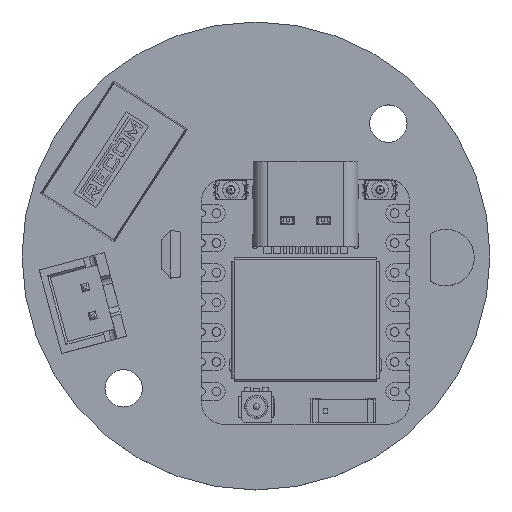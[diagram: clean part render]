
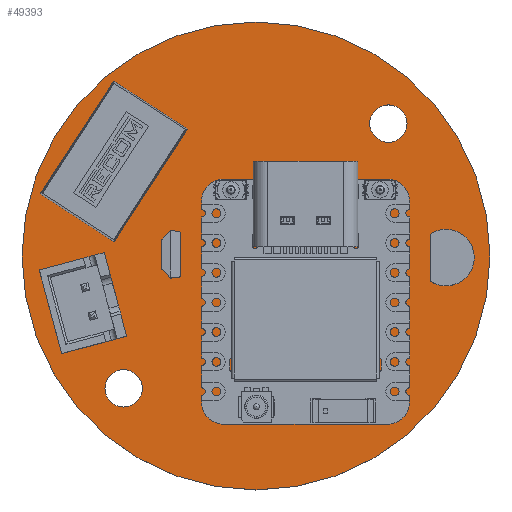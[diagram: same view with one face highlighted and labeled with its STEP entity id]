
A CAD part, top view. The second image highlights one B-rep face of the part: STEP entity #49393.
In plain terms, the highlighted planar face has unit normal (0, 0, 1).
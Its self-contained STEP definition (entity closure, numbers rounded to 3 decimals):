
#49215 = VERTEX_POINT('',#49216);
#49216 = CARTESIAN_POINT('',(20.,0.,1.51));
#49222 = EDGE_CURVE('',#49215,#49215,#49223,.T.);
#49223 = CIRCLE('',#49224,20.);
#49224 = AXIS2_PLACEMENT_3D('',#49225,#49226,#49227);
#49225 = CARTESIAN_POINT('',(0.,0.,1.51));
#49226 = DIRECTION('',(0.,0.,1.));
#49227 = DIRECTION('',(1.,0.,-0.));
#49393 = ADVANCED_FACE('',(#49394,#49397,#49408,#49419,#49430,#49441,
    #49452,#49463,#49474,#49485,#49496,#49507,#49518,#49529),#49540,.T.
  );
#49394 = FACE_BOUND('',#49395,.T.);
#49395 = EDGE_LOOP('',(#49396));
#49396 = ORIENTED_EDGE('',*,*,#49222,.T.);
#49397 = FACE_BOUND('',#49398,.T.);
#49398 = EDGE_LOOP('',(#49399));
#49399 = ORIENTED_EDGE('',*,*,#49400,.T.);
#49400 = EDGE_CURVE('',#49401,#49401,#49403,.T.);
#49401 = VERTEX_POINT('',#49402);
#49402 = CARTESIAN_POINT('',(-11.314,-12.914,1.51));
#49403 = CIRCLE('',#49404,1.6);
#49404 = AXIS2_PLACEMENT_3D('',#49405,#49406,#49407);
#49405 = CARTESIAN_POINT('',(-11.314,-11.314,1.51));
#49406 = DIRECTION('',(-0.,0.,-1.));
#49407 = DIRECTION('',(-0.,-1.,0.));
#49408 = FACE_BOUND('',#49409,.T.);
#49409 = EDGE_LOOP('',(#49410));
#49410 = ORIENTED_EDGE('',*,*,#49411,.T.);
#49411 = EDGE_CURVE('',#49412,#49412,#49414,.T.);
#49412 = VERTEX_POINT('',#49413);
#49413 = CARTESIAN_POINT('',(-13.958,-5.605,1.51));
#49414 = CIRCLE('',#49415,0.5);
#49415 = AXIS2_PLACEMENT_3D('',#49416,#49417,#49418);
#49416 = CARTESIAN_POINT('',(-13.958,-5.105,1.51));
#49417 = DIRECTION('',(-0.,0.,-1.));
#49418 = DIRECTION('',(-0.,-1.,0.));
#49419 = FACE_BOUND('',#49420,.T.);
#49420 = EDGE_LOOP('',(#49421));
#49421 = ORIENTED_EDGE('',*,*,#49422,.T.);
#49422 = EDGE_CURVE('',#49423,#49423,#49425,.T.);
#49423 = VERTEX_POINT('',#49424);
#49424 = CARTESIAN_POINT('',(-14.605,-3.19,1.51));
#49425 = CIRCLE('',#49426,0.5);
#49426 = AXIS2_PLACEMENT_3D('',#49427,#49428,#49429);
#49427 = CARTESIAN_POINT('',(-14.605,-2.69,1.51));
#49428 = DIRECTION('',(-0.,0.,-1.));
#49429 = DIRECTION('',(-0.,-1.,0.));
#49430 = FACE_BOUND('',#49431,.T.);
#49431 = EDGE_LOOP('',(#49432));
#49432 = ORIENTED_EDGE('',*,*,#49433,.T.);
#49433 = EDGE_CURVE('',#49434,#49434,#49436,.T.);
#49434 = VERTEX_POINT('',#49435);
#49435 = CARTESIAN_POINT('',(-7.074,-1.541,1.51));
#49436 = CIRCLE('',#49437,0.375);
#49437 = AXIS2_PLACEMENT_3D('',#49438,#49439,#49440);
#49438 = CARTESIAN_POINT('',(-7.074,-1.166,1.51));
#49439 = DIRECTION('',(-0.,0.,-1.));
#49440 = DIRECTION('',(-0.,-1.,0.));
#49441 = FACE_BOUND('',#49442,.T.);
#49442 = EDGE_LOOP('',(#49443));
#49443 = ORIENTED_EDGE('',*,*,#49444,.T.);
#49444 = EDGE_CURVE('',#49445,#49445,#49447,.T.);
#49445 = VERTEX_POINT('',#49446);
#49446 = CARTESIAN_POINT('',(16.235,-1.795,1.51));
#49447 = CIRCLE('',#49448,0.375);
#49448 = AXIS2_PLACEMENT_3D('',#49449,#49450,#49451);
#49449 = CARTESIAN_POINT('',(16.235,-1.42,1.51));
#49450 = DIRECTION('',(-0.,0.,-1.));
#49451 = DIRECTION('',(-0.,-1.,0.));
#49452 = FACE_BOUND('',#49453,.T.);
#49453 = EDGE_LOOP('',(#49454));
#49454 = ORIENTED_EDGE('',*,*,#49455,.T.);
#49455 = EDGE_CURVE('',#49456,#49456,#49458,.T.);
#49456 = VERTEX_POINT('',#49457);
#49457 = CARTESIAN_POINT('',(16.235,-0.525,1.51));
#49458 = CIRCLE('',#49459,0.375);
#49459 = AXIS2_PLACEMENT_3D('',#49460,#49461,#49462);
#49460 = CARTESIAN_POINT('',(16.235,-0.15,1.51));
#49461 = DIRECTION('',(-0.,0.,-1.));
#49462 = DIRECTION('',(-0.,-1.,0.));
#49463 = FACE_BOUND('',#49464,.T.);
#49464 = EDGE_LOOP('',(#49465));
#49465 = ORIENTED_EDGE('',*,*,#49466,.T.);
#49466 = EDGE_CURVE('',#49467,#49467,#49469,.T.);
#49467 = VERTEX_POINT('',#49468);
#49468 = CARTESIAN_POINT('',(-12.087,4.473,1.51));
#49469 = CIRCLE('',#49470,0.535);
#49470 = AXIS2_PLACEMENT_3D('',#49471,#49472,#49473);
#49471 = CARTESIAN_POINT('',(-12.087,5.008,1.51));
#49472 = DIRECTION('',(-0.,0.,-1.));
#49473 = DIRECTION('',(-0.,-1.,0.));
#49474 = FACE_BOUND('',#49475,.T.);
#49475 = EDGE_LOOP('',(#49476));
#49476 = ORIENTED_EDGE('',*,*,#49477,.T.);
#49477 = EDGE_CURVE('',#49478,#49478,#49480,.T.);
#49478 = VERTEX_POINT('',#49479);
#49479 = CARTESIAN_POINT('',(-7.074,-0.271,1.51));
#49480 = CIRCLE('',#49481,0.375);
#49481 = AXIS2_PLACEMENT_3D('',#49482,#49483,#49484);
#49482 = CARTESIAN_POINT('',(-7.074,0.104,1.51));
#49483 = DIRECTION('',(-0.,0.,-1.));
#49484 = DIRECTION('',(-0.,-1.,0.));
#49485 = FACE_BOUND('',#49486,.T.);
#49486 = EDGE_LOOP('',(#49487));
#49487 = ORIENTED_EDGE('',*,*,#49488,.T.);
#49488 = EDGE_CURVE('',#49489,#49489,#49491,.T.);
#49489 = VERTEX_POINT('',#49490);
#49490 = CARTESIAN_POINT('',(-7.074,0.999,1.51));
#49491 = CIRCLE('',#49492,0.375);
#49492 = AXIS2_PLACEMENT_3D('',#49493,#49494,#49495);
#49493 = CARTESIAN_POINT('',(-7.074,1.374,1.51));
#49494 = DIRECTION('',(-0.,0.,-1.));
#49495 = DIRECTION('',(-0.,-1.,0.));
#49496 = FACE_BOUND('',#49497,.T.);
#49497 = EDGE_LOOP('',(#49498));
#49498 = ORIENTED_EDGE('',*,*,#49499,.T.);
#49499 = EDGE_CURVE('',#49500,#49500,#49502,.T.);
#49500 = VERTEX_POINT('',#49501);
#49501 = CARTESIAN_POINT('',(-10.703,6.603,1.51));
#49502 = CIRCLE('',#49503,0.535);
#49503 = AXIS2_PLACEMENT_3D('',#49504,#49505,#49506);
#49504 = CARTESIAN_POINT('',(-10.703,7.138,1.51));
#49505 = DIRECTION('',(-0.,0.,-1.));
#49506 = DIRECTION('',(-0.,-1.,0.));
#49507 = FACE_BOUND('',#49508,.T.);
#49508 = EDGE_LOOP('',(#49509));
#49509 = ORIENTED_EDGE('',*,*,#49510,.T.);
#49510 = EDGE_CURVE('',#49511,#49511,#49513,.T.);
#49511 = VERTEX_POINT('',#49512);
#49512 = CARTESIAN_POINT('',(-9.32,8.733,1.51));
#49513 = CIRCLE('',#49514,0.535);
#49514 = AXIS2_PLACEMENT_3D('',#49515,#49516,#49517);
#49515 = CARTESIAN_POINT('',(-9.32,9.268,1.51));
#49516 = DIRECTION('',(-0.,0.,-1.));
#49517 = DIRECTION('',(-0.,-1.,0.));
#49518 = FACE_BOUND('',#49519,.T.);
#49519 = EDGE_LOOP('',(#49520));
#49520 = ORIENTED_EDGE('',*,*,#49521,.T.);
#49521 = EDGE_CURVE('',#49522,#49522,#49524,.T.);
#49522 = VERTEX_POINT('',#49523);
#49523 = CARTESIAN_POINT('',(16.235,0.745,1.51));
#49524 = CIRCLE('',#49525,0.375);
#49525 = AXIS2_PLACEMENT_3D('',#49526,#49527,#49528);
#49526 = CARTESIAN_POINT('',(16.235,1.12,1.51));
#49527 = DIRECTION('',(-0.,0.,-1.));
#49528 = DIRECTION('',(-0.,-1.,0.));
#49529 = FACE_BOUND('',#49530,.T.);
#49530 = EDGE_LOOP('',(#49531));
#49531 = ORIENTED_EDGE('',*,*,#49532,.T.);
#49532 = EDGE_CURVE('',#49533,#49533,#49535,.T.);
#49533 = VERTEX_POINT('',#49534);
#49534 = CARTESIAN_POINT('',(11.314,9.714,1.51));
#49535 = CIRCLE('',#49536,1.6);
#49536 = AXIS2_PLACEMENT_3D('',#49537,#49538,#49539);
#49537 = CARTESIAN_POINT('',(11.314,11.314,1.51));
#49538 = DIRECTION('',(-0.,0.,-1.));
#49539 = DIRECTION('',(-0.,-1.,0.));
#49540 = PLANE('',#49541);
#49541 = AXIS2_PLACEMENT_3D('',#49542,#49543,#49544);
#49542 = CARTESIAN_POINT('',(0.,0.,1.51));
#49543 = DIRECTION('',(0.,0.,1.));
#49544 = DIRECTION('',(1.,0.,-0.));
